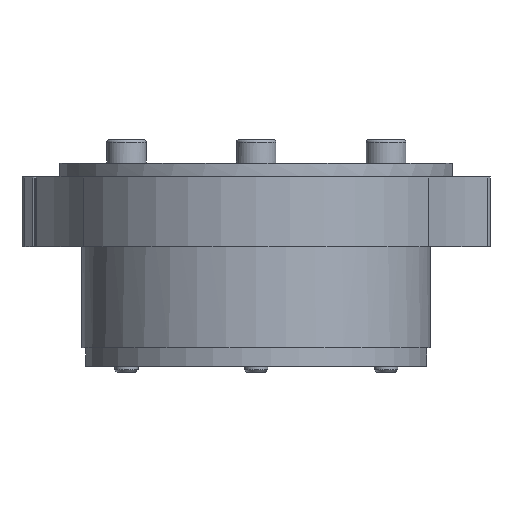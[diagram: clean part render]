
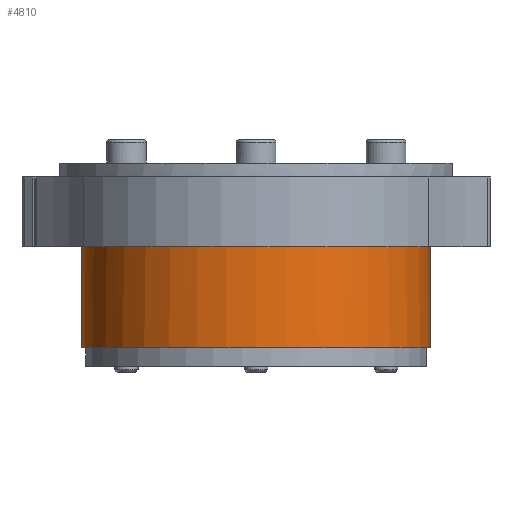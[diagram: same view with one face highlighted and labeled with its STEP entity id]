
A CAD part, front view. The second image highlights one B-rep face of the part: STEP entity #4810.
In plain terms, the highlighted cylindrical face has radius 37.5 mm (diameter 75 mm), a partial arc.
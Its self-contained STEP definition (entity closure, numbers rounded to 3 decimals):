
#182=LINE('',#7355,#534);
#183=LINE('',#7356,#535);
#534=VECTOR('',#5833,10.);
#535=VECTOR('',#5834,10.);
#873=CYLINDRICAL_SURFACE('',#5340,37.5);
#1093=FACE_OUTER_BOUND('',#1365,.T.);
#1365=EDGE_LOOP('',(#3958,#3959,#3960,#3961,#3962,#3963));
#1579=CIRCLE('',#5167,37.5);
#1657=CIRCLE('',#5327,37.5);
#1664=CIRCLE('',#5335,37.5);
#1666=CIRCLE('',#5337,37.5);
#1850=VERTEX_POINT('',#7315);
#1852=VERTEX_POINT('',#7319);
#1861=VERTEX_POINT('',#7339);
#1864=VERTEX_POINT('',#7345);
#1985=VERTEX_POINT('',#7751);
#1988=VERTEX_POINT('',#7759);
#2345=EDGE_CURVE('',#1850,#1864,#182,.T.);
#2346=EDGE_CURVE('',#1861,#1852,#183,.T.);
#2532=EDGE_CURVE('',#1985,#1988,#1579,.T.);
#2732=EDGE_CURVE('',#1850,#1852,#1657,.T.);
#2741=EDGE_CURVE('',#1988,#1864,#1664,.T.);
#2743=EDGE_CURVE('',#1861,#1985,#1666,.T.);
#3958=ORIENTED_EDGE('',*,*,#2346,.T.);
#3959=ORIENTED_EDGE('',*,*,#2732,.F.);
#3960=ORIENTED_EDGE('',*,*,#2345,.T.);
#3961=ORIENTED_EDGE('',*,*,#2741,.F.);
#3962=ORIENTED_EDGE('',*,*,#2532,.F.);
#3963=ORIENTED_EDGE('',*,*,#2743,.F.);
#4810=ADVANCED_FACE('',(#1093),#873,.T.);
#5167=AXIS2_PLACEMENT_3D('',#7760,#6207,#6208);
#5327=AXIS2_PLACEMENT_3D('',#8152,#6649,#6650);
#5335=AXIS2_PLACEMENT_3D('',#8170,#6667,#6668);
#5337=AXIS2_PLACEMENT_3D('',#8172,#6671,#6672);
#5340=AXIS2_PLACEMENT_3D('',#8175,#6677,#6678);
#5833=DIRECTION('',(0.,0.,1.));
#5834=DIRECTION('',(0.,0.,-1.));
#6207=DIRECTION('center_axis',(0.,0.,
1.));
#6208=DIRECTION('ref_axis',(1.,0.,0.));
#6649=DIRECTION('center_axis',(0.,0.,
-1.));
#6650=DIRECTION('ref_axis',(1.,0.,0.));
#6667=DIRECTION('center_axis',(0.,0.,
1.));
#6668=DIRECTION('ref_axis',(1.,0.,0.));
#6671=DIRECTION('center_axis',(0.,0.,
1.));
#6672=DIRECTION('ref_axis',(1.,0.,0.));
#6677=DIRECTION('center_axis',(0.,0.,
-1.));
#6678=DIRECTION('ref_axis',(1.,0.,0.));
#7315=CARTESIAN_POINT('',(37.5,0.,-21.75));
#7319=CARTESIAN_POINT('',(-37.5,0.,-21.75));
#7339=CARTESIAN_POINT('',(-37.5,0.,15.));
#7345=CARTESIAN_POINT('',(37.5,0.,15.));
#7355=CARTESIAN_POINT('',(37.5,0.,-3.375));
#7356=CARTESIAN_POINT('',(-37.5,0.,-3.375));
#7751=CARTESIAN_POINT('',(-37.47,-1.5,15.));
#7759=CARTESIAN_POINT('',(37.47,-1.5,15.));
#7760=CARTESIAN_POINT('Origin',(0.,0.,
15.));
#8152=CARTESIAN_POINT('Origin',(0.,0.,
-21.75));
#8170=CARTESIAN_POINT('Origin',(0.,0.,
15.));
#8172=CARTESIAN_POINT('Origin',(0.,0.,
15.));
#8175=CARTESIAN_POINT('Origin',(0.,0.,-3.375));
